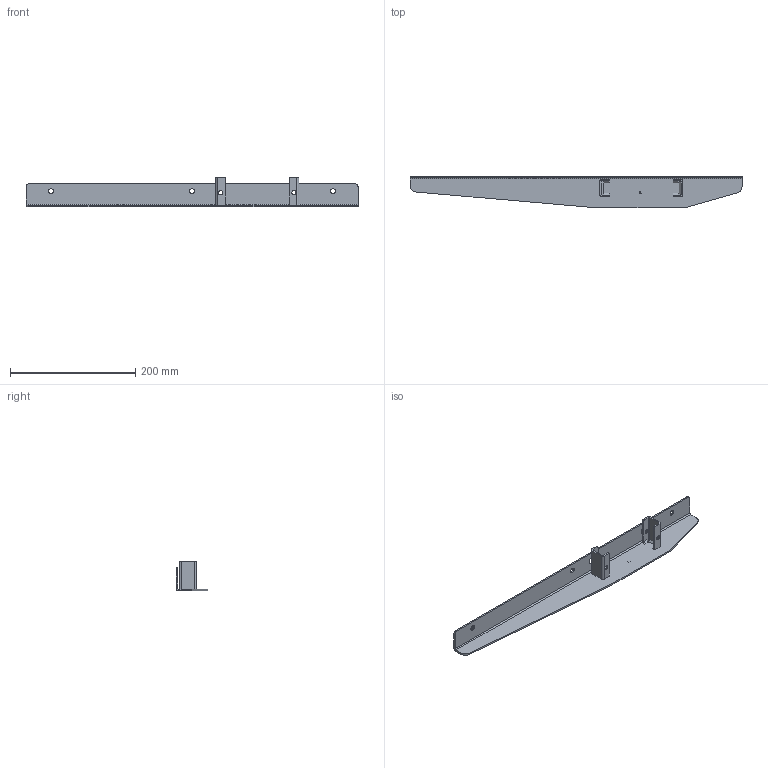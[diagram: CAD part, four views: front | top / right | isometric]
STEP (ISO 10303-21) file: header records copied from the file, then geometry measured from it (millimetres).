
FILE_DESCRIPTION((''),'2;1');
FILE_NAME('JC35TS-0192','2021-01-08T12:59:27',('sa'),('捷昌驱动'),'CREO PARAMETRIC BY PTC INC, 2018100','CREO PARAMETRIC BY PTC INC, 2018100','');
FILE_SCHEMA(('CONFIG_CONTROL_DESIGN'));
Length unit declared in the file: millimetre
Products named in the file (1): JC35TS-0192
Bounding box: 530 x 51 x 47.5 mm (x, y, z)
Volume: 109075.9 mm3; surface area: 91044.5 mm2
Topology: 1 solids, 7 shells, 77 faces, 234 edges, 164 vertices
Faces by surface type: plane 41, cylinder 36
Entity records: 2735 total; most frequent: CARTESIAN_POINT 506, DIRECTION 454, ORIENTED_EDGE 444, EDGE_CURVE 234, VERTEX_POINT 164, VECTOR 154, LINE 154, AXIS2_PLACEMENT_3D 150
